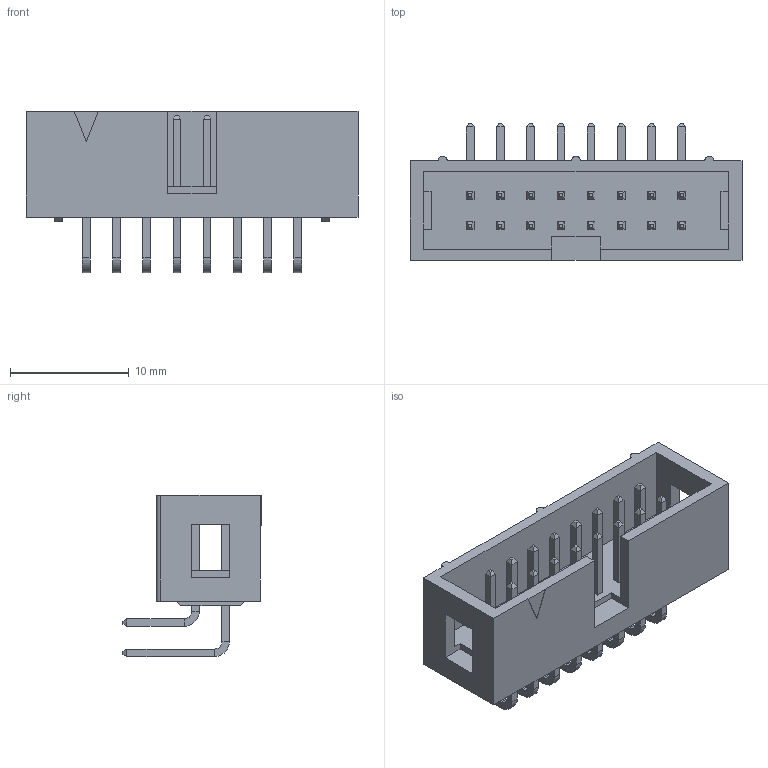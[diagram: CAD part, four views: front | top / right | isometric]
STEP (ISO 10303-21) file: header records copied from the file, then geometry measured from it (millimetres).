
FILE_DESCRIPTION(/* description */ (''),/* implementation_level */ '2;1');
FILE_NAME(/* name */ '78-5110-5543-2.stp',/* time_stamp */ '2010-04-06T08:25:17-05:00',/* author */ (''),/* organization */ (''),/* preprocessor_version */ 'ST-DEVELOPER v11',/* originating_system */ 'UGS - NX 5.0',/* authorisation */ '');
FILE_SCHEMA (('AUTOMOTIVE_DESIGN { 1 0 10303 214 1 1 1 1 }'));
Length unit declared in the file: inch
Products named in the file (1): 78-5110-5543-2
Bounding box: 27.91 x 11.61 x 13.55 mm (x, y, z)
Volume: 1067.7 mm3; surface area: 2127.6 mm2
Topology: 1 solids, 1 shells, 461 faces, 1025 edges, 598 vertices
Faces by surface type: plane 426, cylinder 35
Entity records: 12235 total; most frequent: CARTESIAN_POINT 2085, ORIENTED_EDGE 2050, DIRECTION 2019, EDGE_CURVE 1025, LINE 955, VECTOR 955, VERTEX_POINT 598, AXIS2_PLACEMENT_3D 532
